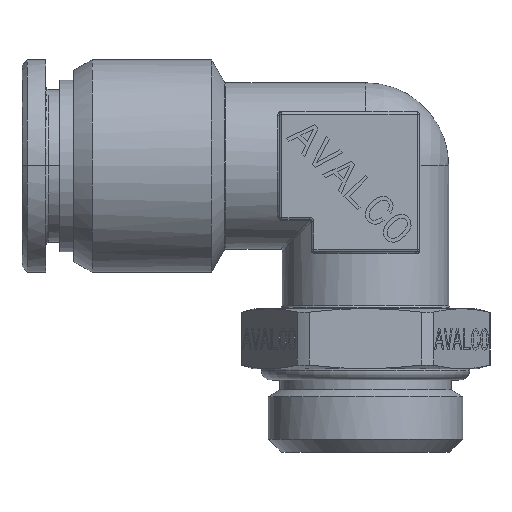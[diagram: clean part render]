
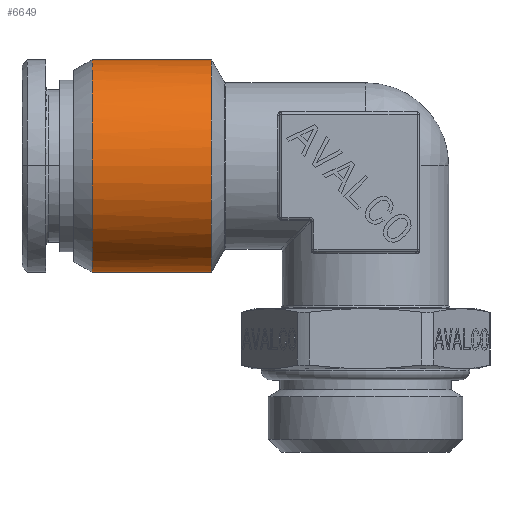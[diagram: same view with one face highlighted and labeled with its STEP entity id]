
A CAD part, top view. The second image highlights one B-rep face of the part: STEP entity #6649.
In plain terms, the highlighted cylindrical face has radius 11.484 mm (diameter 22.968 mm), a partial arc.
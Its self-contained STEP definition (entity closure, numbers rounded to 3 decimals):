
#6021=CARTESIAN_POINT('Vertex',(-16.663,-11.484,0.)) ;
#6028=CARTESIAN_POINT('Vertex',(-16.663,11.484,0.)) ;
#6031=CARTESIAN_POINT('Axis2P3D Location',(-16.663,0.,0.)) ;
#6607=CARTESIAN_POINT('Axis2P3D Location',(-32.297,0.,0.)) ;
#6612=CARTESIAN_POINT('Line Origine',(-32.297,11.484,0.)) ;
#6616=CARTESIAN_POINT('Vertex',(-29.534,11.484,0.)) ;
#6620=CARTESIAN_POINT('Control Point',(-29.534,11.484,0.)) ;
#6621=CARTESIAN_POINT('Control Point',(-29.534,11.484,1.804)) ;
#6622=CARTESIAN_POINT('Control Point',(-29.534,11.13,3.608)) ;
#6623=CARTESIAN_POINT('Control Point',(-29.534,10.421,5.319)) ;
#6624=CARTESIAN_POINT('Control Point',(-29.534,8.371,8.371)) ;
#6625=CARTESIAN_POINT('Control Point',(-29.534,5.319,10.421)) ;
#6626=CARTESIAN_POINT('Control Point',(-29.534,3.608,11.13)) ;
#6627=CARTESIAN_POINT('Control Point',(-29.534,0.,11.838)) ;
#6628=CARTESIAN_POINT('Control Point',(-29.534,-3.608,11.13)) ;
#6629=CARTESIAN_POINT('Control Point',(-29.534,-5.319,10.421)) ;
#6630=CARTESIAN_POINT('Control Point',(-29.534,-8.371,8.371)) ;
#6631=CARTESIAN_POINT('Control Point',(-29.534,-10.421,5.319)) ;
#6632=CARTESIAN_POINT('Control Point',(-29.534,-11.13,3.608)) ;
#6633=CARTESIAN_POINT('Control Point',(-29.534,-11.484,1.804)) ;
#6634=CARTESIAN_POINT('Control Point',(-29.534,-11.484,0.)) ;
#6635=CARTESIAN_POINT('Vertex',(-29.534,-11.484,0.)) ;
#6638=CARTESIAN_POINT('Line Origine',(-32.297,-11.484,0.)) ;
#6032=DIRECTION('Axis2P3D Direction',(-1.,0.,0.)) ;
#6608=DIRECTION('Axis2P3D Direction',(1.,0.,0.)) ;
#6609=DIRECTION('Axis2P3D XDirection',(0.,1.,0.)) ;
#6613=DIRECTION('Vector Direction',(1.,0.,0.)) ;
#6639=DIRECTION('Vector Direction',(1.,0.,0.)) ;
#6033=AXIS2_PLACEMENT_3D('Circle Axis2P3D',#6031,#6032,$) ;
#6610=AXIS2_PLACEMENT_3D('Cylinder Axis2P3D',#6607,#6608,#6609) ;
#6644=ORIENTED_EDGE('',*,*,#6618,.F.) ;
#6645=ORIENTED_EDGE('',*,*,#6637,.T.) ;
#6646=ORIENTED_EDGE('',*,*,#6642,.T.) ;
#6647=ORIENTED_EDGE('',*,*,#6035,.F.) ;
#6614=VECTOR('Line Direction',#6613,1.) ;
#6640=VECTOR('Line Direction',#6639,1.) ;
#6649=ADVANCED_FACE('PR507B-14G12',(#6648),#6611,.T.) ;
#6619=B_SPLINE_CURVE_WITH_KNOTS('',5,(#6620,#6621,#6622,#6623,#6624,#6625,#6626,#6627,#6628,#6629,#6630,#6631,#6632,#6633,#6634),.UNSPECIFIED.,.F.,.U.,(6,3,3,3,6),(-18.039,-9.02,0.,9.02,18.039),.UNSPECIFIED.) ;
#6034=CIRCLE('generated circle',#6033,11.484) ;
#6611=CYLINDRICAL_SURFACE('generated cylinder',#6610,11.484) ;
#6035=EDGE_CURVE('',#6029,#6022,#6034,.F.) ;
#6618=EDGE_CURVE('',#6617,#6029,#6615,.T.) ;
#6637=EDGE_CURVE('',#6617,#6636,#6619,.T.) ;
#6642=EDGE_CURVE('',#6636,#6022,#6641,.T.) ;
#6643=EDGE_LOOP('',(#6644,#6645,#6646,#6647)) ;
#6648=FACE_OUTER_BOUND('',#6643,.T.) ;
#6615=LINE('Line',#6612,#6614) ;
#6641=LINE('Line',#6638,#6640) ;
#6022=VERTEX_POINT('',#6021) ;
#6029=VERTEX_POINT('',#6028) ;
#6617=VERTEX_POINT('',#6616) ;
#6636=VERTEX_POINT('',#6635) ;
